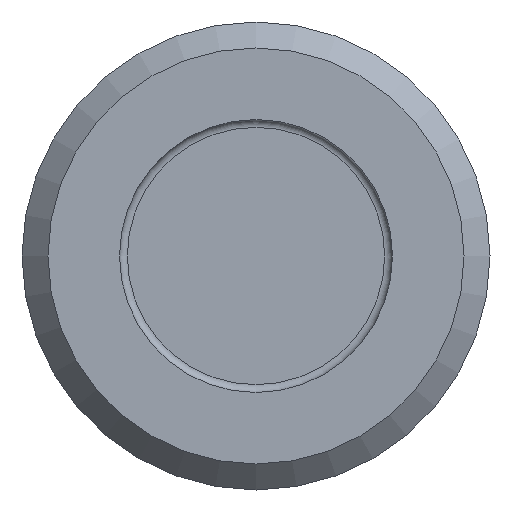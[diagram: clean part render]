
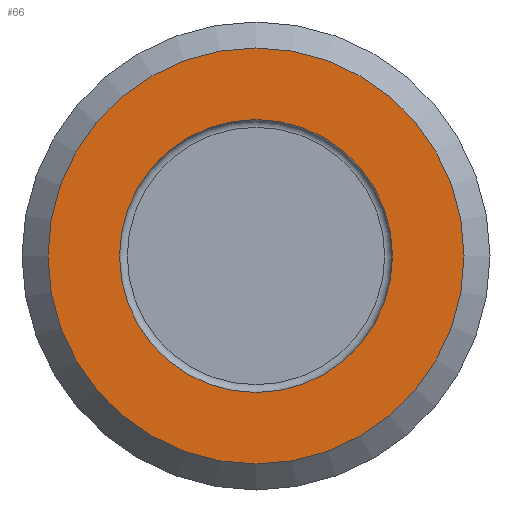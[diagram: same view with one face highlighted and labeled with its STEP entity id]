
A CAD part, left-side view. The second image highlights one B-rep face of the part: STEP entity #66.
In plain terms, the highlighted planar face has unit normal (-1, 0, 0).
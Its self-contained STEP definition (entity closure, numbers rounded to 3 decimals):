
#66 = ADVANCED_FACE( '', ( #149, #150 ), #151, .F. );
#149 = FACE_OUTER_BOUND( '', #248, .T. );
#150 = FACE_BOUND( '', #249, .T. );
#151 = PLANE( '', #250 );
#248 = EDGE_LOOP( '', ( #393 ) );
#249 = EDGE_LOOP( '', ( #394 ) );
#250 = AXIS2_PLACEMENT_3D( '', #395, #396, #397 );
#393 = ORIENTED_EDGE( '', *, *, #539, .F. );
#394 = ORIENTED_EDGE( '', *, *, #584, .T. );
#395 = CARTESIAN_POINT( '', ( 0., 7., 0. ) );
#396 = DIRECTION( '', ( 1., 0., 0. ) );
#397 = DIRECTION( '', ( 0., 0., -1. ) );
#539 = EDGE_CURVE( '', #629, #629, #630, .T. );
#584 = EDGE_CURVE( '', #707, #707, #708, .T. );
#629 = VERTEX_POINT( '', #759 );
#630 = CIRCLE( '', #760, 10.667 );
#707 = VERTEX_POINT( '', #856 );
#708 = CIRCLE( '', #857, 7. );
#759 = CARTESIAN_POINT( '', ( 0., 0., -10.667 ) );
#760 = AXIS2_PLACEMENT_3D( '', #916, #917, #918 );
#856 = CARTESIAN_POINT( '', ( 0., 0., -7. ) );
#857 = AXIS2_PLACEMENT_3D( '', #992, #993, #994 );
#916 = CARTESIAN_POINT( '', ( 0., 0., 0. ) );
#917 = DIRECTION( '', ( 1., 0., 0. ) );
#918 = DIRECTION( '', ( 0., 0., -1. ) );
#992 = CARTESIAN_POINT( '', ( 0., 0., 0. ) );
#993 = DIRECTION( '', ( 1., 0., 0. ) );
#994 = DIRECTION( '', ( 0., 0., -1. ) );
